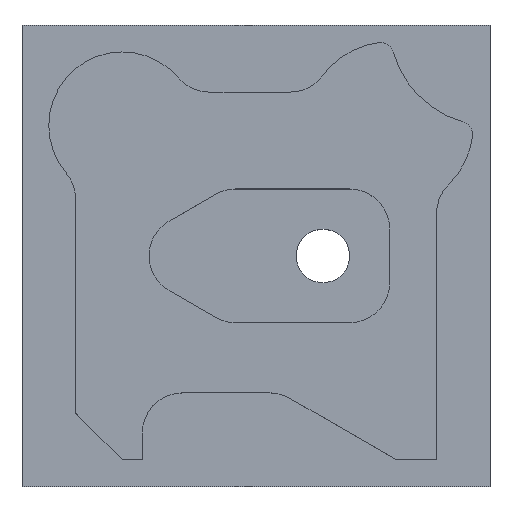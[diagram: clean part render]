
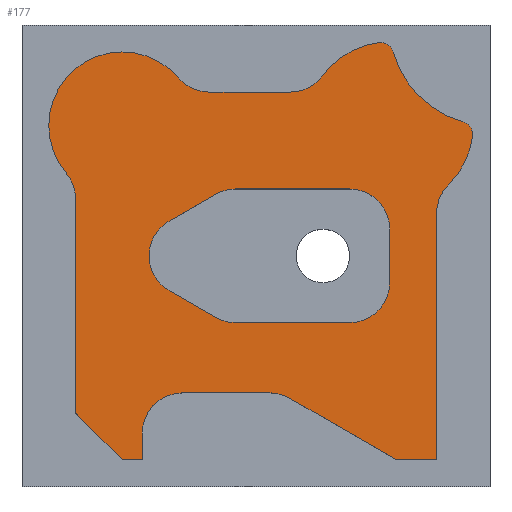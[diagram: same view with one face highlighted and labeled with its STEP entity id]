
A CAD part, top view. The second image highlights one B-rep face of the part: STEP entity #177.
In plain terms, the highlighted planar face has unit normal (0, 0, 1).
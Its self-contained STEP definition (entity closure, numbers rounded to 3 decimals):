
#117=FACE_BOUND('',#276,.T.);
#118=FACE_BOUND('',#277,.T.);
#136=CIRCLE('',#856,12.5);
#137=CIRCLE('',#859,11.);
#138=CIRCLE('',#868,12.5);
#139=CIRCLE('',#870,15.);
#140=CIRCLE('',#872,6.);
#141=CIRCLE('',#873,6.);
#142=CIRCLE('',#874,6.);
#143=CIRCLE('',#875,6.);
#144=CIRCLE('',#876,6.);
#145=CIRCLE('',#877,2.);
#146=CIRCLE('',#878,2.);
#147=CIRCLE('',#879,6.);
#148=CIRCLE('',#880,6.);
#149=CIRCLE('',#881,6.);
#150=CIRCLE('',#882,6.);
#151=CIRCLE('',#883,6.);
#152=CIRCLE('',#884,6.);
#177=ADVANCED_FACE('',(#117,#118),#213,.T.);
#213=PLANE('',#885);
#276=EDGE_LOOP('',(#395,#396,#397,#398,#399,#400,#401,#402,#403,#404));
#277=EDGE_LOOP('',(#405,#406,#407,#408,#409,#410,#411,#412,#413,#414,#415,
#416,#417,#418,#419,#420,#421,#422,#423,#424,#425));
#395=ORIENTED_EDGE('',*,*,#654,.T.);
#396=ORIENTED_EDGE('',*,*,#655,.T.);
#397=ORIENTED_EDGE('',*,*,#656,.T.);
#398=ORIENTED_EDGE('',*,*,#657,.T.);
#399=ORIENTED_EDGE('',*,*,#658,.T.);
#400=ORIENTED_EDGE('',*,*,#659,.T.);
#401=ORIENTED_EDGE('',*,*,#660,.T.);
#402=ORIENTED_EDGE('',*,*,#661,.T.);
#403=ORIENTED_EDGE('',*,*,#662,.T.);
#404=ORIENTED_EDGE('',*,*,#663,.T.);
#405=ORIENTED_EDGE('',*,*,#649,.T.);
#406=ORIENTED_EDGE('',*,*,#664,.T.);
#407=ORIENTED_EDGE('',*,*,#651,.T.);
#408=ORIENTED_EDGE('',*,*,#665,.T.);
#409=ORIENTED_EDGE('',*,*,#621,.T.);
#410=ORIENTED_EDGE('',*,*,#666,.T.);
#411=ORIENTED_EDGE('',*,*,#624,.T.);
#412=ORIENTED_EDGE('',*,*,#667,.T.);
#413=ORIENTED_EDGE('',*,*,#627,.T.);
#414=ORIENTED_EDGE('',*,*,#668,.T.);
#415=ORIENTED_EDGE('',*,*,#630,.T.);
#416=ORIENTED_EDGE('',*,*,#669,.T.);
#417=ORIENTED_EDGE('',*,*,#633,.T.);
#418=ORIENTED_EDGE('',*,*,#637,.T.);
#419=ORIENTED_EDGE('',*,*,#670,.T.);
#420=ORIENTED_EDGE('',*,*,#639,.T.);
#421=ORIENTED_EDGE('',*,*,#671,.T.);
#422=ORIENTED_EDGE('',*,*,#641,.T.);
#423=ORIENTED_EDGE('',*,*,#644,.T.);
#424=ORIENTED_EDGE('',*,*,#647,.T.);
#425=ORIENTED_EDGE('',*,*,#672,.T.);
#545=VERTEX_POINT('',#1210);
#546=VERTEX_POINT('',#1211);
#547=VERTEX_POINT('',#1216);
#548=VERTEX_POINT('',#1217);
#549=VERTEX_POINT('',#1222);
#550=VERTEX_POINT('',#1223);
#551=VERTEX_POINT('',#1228);
#552=VERTEX_POINT('',#1229);
#553=VERTEX_POINT('',#1234);
#554=VERTEX_POINT('',#1235);
#555=VERTEX_POINT('',#1240);
#556=VERTEX_POINT('',#1244);
#557=VERTEX_POINT('',#1246);
#558=VERTEX_POINT('',#1250);
#559=VERTEX_POINT('',#1251);
#560=VERTEX_POINT('',#1256);
#561=VERTEX_POINT('',#1260);
#562=VERTEX_POINT('',#1264);
#563=VERTEX_POINT('',#1266);
#564=VERTEX_POINT('',#1270);
#565=VERTEX_POINT('',#1271);
#566=VERTEX_POINT('',#1276);
#567=VERTEX_POINT('',#1277);
#568=VERTEX_POINT('',#1279);
#569=VERTEX_POINT('',#1281);
#570=VERTEX_POINT('',#1283);
#571=VERTEX_POINT('',#1285);
#572=VERTEX_POINT('',#1287);
#573=VERTEX_POINT('',#1289);
#574=VERTEX_POINT('',#1291);
#575=VERTEX_POINT('',#1293);
#621=EDGE_CURVE('',#545,#546,#136,.T.);
#624=EDGE_CURVE('',#547,#548,#717,.T.);
#627=EDGE_CURVE('',#549,#550,#137,.T.);
#630=EDGE_CURVE('',#551,#552,#722,.T.);
#633=EDGE_CURVE('',#553,#554,#725,.T.);
#637=EDGE_CURVE('',#554,#555,#729,.T.);
#639=EDGE_CURVE('',#557,#556,#731,.T.);
#641=EDGE_CURVE('',#558,#559,#733,.T.);
#644=EDGE_CURVE('',#559,#560,#736,.T.);
#647=EDGE_CURVE('',#560,#561,#739,.T.);
#649=EDGE_CURVE('',#563,#562,#138,.T.);
#651=EDGE_CURVE('',#564,#565,#139,.T.);
#654=EDGE_CURVE('',#566,#567,#140,.T.);
#655=EDGE_CURVE('',#567,#568,#744,.T.);
#656=EDGE_CURVE('',#568,#569,#141,.T.);
#657=EDGE_CURVE('',#569,#570,#745,.T.);
#658=EDGE_CURVE('',#570,#571,#142,.T.);
#659=EDGE_CURVE('',#571,#572,#746,.T.);
#660=EDGE_CURVE('',#572,#573,#143,.T.);
#661=EDGE_CURVE('',#573,#574,#747,.T.);
#662=EDGE_CURVE('',#574,#575,#144,.T.);
#663=EDGE_CURVE('',#575,#566,#748,.T.);
#664=EDGE_CURVE('',#562,#564,#145,.T.);
#665=EDGE_CURVE('',#565,#545,#146,.T.);
#666=EDGE_CURVE('',#546,#547,#147,.T.);
#667=EDGE_CURVE('',#548,#549,#148,.T.);
#668=EDGE_CURVE('',#550,#551,#149,.T.);
#669=EDGE_CURVE('',#552,#553,#749,.T.);
#670=EDGE_CURVE('',#555,#557,#150,.T.);
#671=EDGE_CURVE('',#556,#558,#151,.T.);
#672=EDGE_CURVE('',#561,#563,#152,.T.);
#717=LINE('',#1215,#788);
#722=LINE('',#1227,#793);
#725=LINE('',#1233,#796);
#729=LINE('',#1241,#800);
#731=LINE('',#1245,#802);
#733=LINE('',#1249,#804);
#736=LINE('',#1255,#807);
#739=LINE('',#1261,#810);
#744=LINE('',#1278,#815);
#745=LINE('',#1282,#816);
#746=LINE('',#1286,#817);
#747=LINE('',#1290,#818);
#748=LINE('',#1294,#819);
#749=LINE('',#1300,#820);
#788=VECTOR('',#980,1.);
#793=VECTOR('',#991,1.);
#796=VECTOR('',#996,1.);
#800=VECTOR('',#1002,1.);
#802=VECTOR('',#1006,1.);
#804=VECTOR('',#1010,1.);
#807=VECTOR('',#1015,1.);
#810=VECTOR('',#1020,1.);
#815=VECTOR('',#1037,1.);
#816=VECTOR('',#1040,1.);
#817=VECTOR('',#1043,1.);
#818=VECTOR('',#1046,1.);
#819=VECTOR('',#1049,1.);
#820=VECTOR('',#1060,1.);
#856=AXIS2_PLACEMENT_3D('',#1209,#974,#975);
#859=AXIS2_PLACEMENT_3D('',#1221,#985,#986);
#868=AXIS2_PLACEMENT_3D('',#1265,#1024,#1025);
#870=AXIS2_PLACEMENT_3D('',#1269,#1029,#1030);
#872=AXIS2_PLACEMENT_3D('',#1275,#1035,#1036);
#873=AXIS2_PLACEMENT_3D('',#1280,#1038,#1039);
#874=AXIS2_PLACEMENT_3D('',#1284,#1041,#1042);
#875=AXIS2_PLACEMENT_3D('',#1288,#1044,#1045);
#876=AXIS2_PLACEMENT_3D('',#1292,#1047,#1048);
#877=AXIS2_PLACEMENT_3D('',#1295,#1050,#1051);
#878=AXIS2_PLACEMENT_3D('',#1296,#1052,#1053);
#879=AXIS2_PLACEMENT_3D('',#1297,#1054,#1055);
#880=AXIS2_PLACEMENT_3D('',#1298,#1056,#1057);
#881=AXIS2_PLACEMENT_3D('',#1299,#1058,#1059);
#882=AXIS2_PLACEMENT_3D('',#1301,#1061,#1062);
#883=AXIS2_PLACEMENT_3D('',#1302,#1063,#1064);
#884=AXIS2_PLACEMENT_3D('',#1303,#1065,#1066);
#885=AXIS2_PLACEMENT_3D('',#1304,#1067,#1068);
#974=DIRECTION('',(0.,0.,1.));
#975=DIRECTION('',(1.,0.,0.));
#980=DIRECTION('',(-1.,0.,0.));
#985=DIRECTION('',(0.,0.,1.));
#986=DIRECTION('',(1.,0.,0.));
#991=DIRECTION('',(0.,-1.,0.));
#996=DIRECTION('',(1.,0.,0.));
#1002=DIRECTION('',(0.,1.,0.));
#1006=DIRECTION('',(1.,0.,0.));
#1010=DIRECTION('',(0.866,-0.5,0.));
#1015=DIRECTION('',(1.,0.,0.));
#1020=DIRECTION('',(0.,1.,0.));
#1024=DIRECTION('',(0.,0.,1.));
#1025=DIRECTION('',(1.,0.,0.));
#1029=DIRECTION('',(0.,0.,-1.));
#1030=DIRECTION('',(1.,0.,0.));
#1035=DIRECTION('',(0.,0.,-1.));
#1036=DIRECTION('',(1.,0.,0.));
#1037=DIRECTION('',(0.866,0.5,0.));
#1038=DIRECTION('',(0.,0.,-1.));
#1039=DIRECTION('',(1.,0.,0.));
#1040=DIRECTION('',(1.,0.,0.));
#1041=DIRECTION('',(0.,0.,-1.));
#1042=DIRECTION('',(1.,0.,0.));
#1043=DIRECTION('',(0.,-1.,0.));
#1044=DIRECTION('',(0.,0.,-1.));
#1045=DIRECTION('',(1.,0.,0.));
#1046=DIRECTION('',(-1.,0.,0.));
#1047=DIRECTION('',(0.,0.,-1.));
#1048=DIRECTION('',(1.,0.,0.));
#1049=DIRECTION('',(-0.866,0.5,0.));
#1050=DIRECTION('',(0.,0.,1.));
#1051=DIRECTION('',(1.,0.,0.));
#1052=DIRECTION('',(0.,0.,1.));
#1053=DIRECTION('',(1.,0.,0.));
#1054=DIRECTION('',(0.,0.,-1.));
#1055=DIRECTION('',(1.,0.,0.));
#1056=DIRECTION('',(0.,0.,-1.));
#1057=DIRECTION('',(1.,0.,0.));
#1058=DIRECTION('',(0.,0.,-1.));
#1059=DIRECTION('',(1.,0.,0.));
#1060=DIRECTION('',(0.707,-0.707,0.));
#1061=DIRECTION('',(0.,0.,-1.));
#1062=DIRECTION('',(1.,0.,0.));
#1063=DIRECTION('',(0.,0.,-1.));
#1064=DIRECTION('',(1.,0.,0.));
#1065=DIRECTION('',(0.,0.,-1.));
#1066=DIRECTION('',(1.,0.,0.));
#1067=DIRECTION('',(0.,0.,1.));
#1068=DIRECTION('',(1.,0.,0.));
#1209=CARTESIAN_POINT('',(55.,54.,0.));
#1210=CARTESIAN_POINT('',(53.371,66.393,0.));
#1211=CARTESIAN_POINT('',(44.95,61.432,0.));
#1215=CARTESIAN_POINT('',(43.544,59.,0.));
#1216=CARTESIAN_POINT('',(40.126,59.,0.));
#1217=CARTESIAN_POINT('',(27.961,59.,0.));
#1221=CARTESIAN_POINT('',(15.,54.,0.));
#1222=CARTESIAN_POINT('',(23.387,61.118,0.));
#1223=CARTESIAN_POINT('',(6.588,46.912,0.));
#1227=CARTESIAN_POINT('',(8.,45.515,0.));
#1228=CARTESIAN_POINT('',(8.,43.046,0.));
#1229=CARTESIAN_POINT('',(8.,11.,0.));
#1233=CARTESIAN_POINT('',(8.,4.,0.));
#1234=CARTESIAN_POINT('',(15.,4.,0.));
#1235=CARTESIAN_POINT('',(18.,4.,0.));
#1240=CARTESIAN_POINT('',(18.,8.,0.));
#1241=CARTESIAN_POINT('',(18.,4.,0.));
#1244=CARTESIAN_POINT('',(37.072,14.,0.));
#1245=CARTESIAN_POINT('',(18.,14.,0.));
#1246=CARTESIAN_POINT('',(24.,14.,0.));
#1249=CARTESIAN_POINT('',(38.679,14.,0.));
#1250=CARTESIAN_POINT('',(40.072,13.196,0.));
#1251=CARTESIAN_POINT('',(56.,4.,0.));
#1255=CARTESIAN_POINT('',(56.,4.,0.));
#1256=CARTESIAN_POINT('',(62.,4.,0.));
#1260=CARTESIAN_POINT('',(62.,40.838,0.));
#1261=CARTESIAN_POINT('',(62.,4.,0.));
#1264=CARTESIAN_POINT('',(67.393,52.371,0.));
#1265=CARTESIAN_POINT('',(55.,54.,0.));
#1266=CARTESIAN_POINT('',(63.784,45.106,0.));
#1269=CARTESIAN_POINT('',(70.,69.,0.));
#1270=CARTESIAN_POINT('',(65.95,54.557,0.));
#1271=CARTESIAN_POINT('',(55.557,64.95,0.));
#1275=CARTESIAN_POINT('',(25.,34.5,0.));
#1276=CARTESIAN_POINT('',(22.,29.304,0.));
#1277=CARTESIAN_POINT('',(22.,39.696,0.));
#1278=CARTESIAN_POINT('',(22.,39.696,0.));
#1279=CARTESIAN_POINT('',(28.928,43.696,0.));
#1280=CARTESIAN_POINT('',(31.928,38.5,0.));
#1281=CARTESIAN_POINT('',(31.928,44.5,0.));
#1282=CARTESIAN_POINT('',(30.321,44.5,0.));
#1283=CARTESIAN_POINT('',(49.,44.5,0.));
#1284=CARTESIAN_POINT('',(49.,38.5,0.));
#1285=CARTESIAN_POINT('',(55.,38.5,0.));
#1286=CARTESIAN_POINT('',(55.,44.5,0.));
#1287=CARTESIAN_POINT('',(55.,30.5,0.));
#1288=CARTESIAN_POINT('',(49.,30.5,0.));
#1289=CARTESIAN_POINT('',(49.,24.5,0.));
#1290=CARTESIAN_POINT('',(55.,24.5,0.));
#1291=CARTESIAN_POINT('',(31.928,24.5,0.));
#1292=CARTESIAN_POINT('',(31.928,30.5,0.));
#1293=CARTESIAN_POINT('',(28.928,25.304,0.));
#1294=CARTESIAN_POINT('',(30.321,24.5,0.));
#1295=CARTESIAN_POINT('',(65.41,52.631,0.));
#1296=CARTESIAN_POINT('',(53.631,64.41,0.));
#1297=CARTESIAN_POINT('',(40.126,65.,0.));
#1298=CARTESIAN_POINT('',(27.961,65.,0.));
#1299=CARTESIAN_POINT('',(2.,43.046,0.));
#1300=CARTESIAN_POINT('',(10.,9.,0.));
#1301=CARTESIAN_POINT('',(24.,8.,0.));
#1302=CARTESIAN_POINT('',(37.072,8.,0.));
#1303=CARTESIAN_POINT('',(68.,40.838,0.));
#1304=CARTESIAN_POINT('',(55.,54.,0.));
